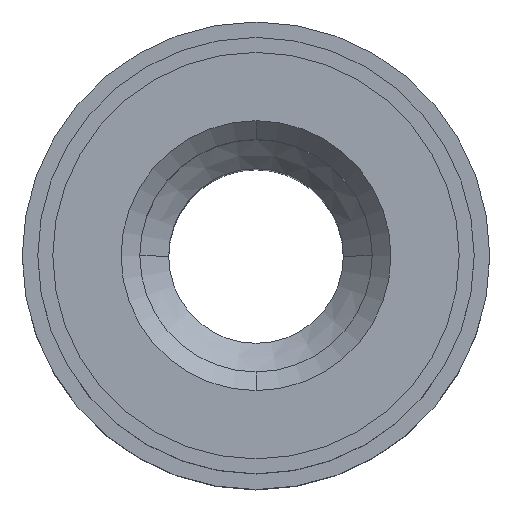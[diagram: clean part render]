
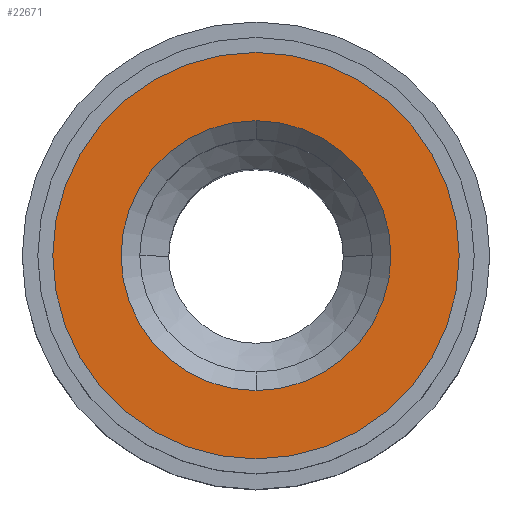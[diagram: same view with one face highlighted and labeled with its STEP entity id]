
A CAD part, top view. The second image highlights one B-rep face of the part: STEP entity #22671.
In plain terms, the highlighted face is planar.
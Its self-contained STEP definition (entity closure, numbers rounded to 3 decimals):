
#6769=CARTESIAN_POINT('',(0.,-17.5,0.));
#6770=DIRECTION('',(0.,1.,0.));
#6771=DIRECTION('',(0.,0.,-1.));
#6772=AXIS2_PLACEMENT_3D('',#6769,#6770,#6771);
#6774=CARTESIAN_POINT('',(0.,-17.5,0.));
#6775=DIRECTION('',(0.,1.,0.));
#6776=DIRECTION('',(0.,0.,1.));
#6777=AXIS2_PLACEMENT_3D('',#6774,#6775,#6776);
#6779=CARTESIAN_POINT('',(0.,-17.5,0.));
#6780=DIRECTION('',(0.,1.,0.));
#6781=DIRECTION('',(-1.,0.,0.));
#6782=AXIS2_PLACEMENT_3D('',#6779,#6780,#6781);
#6784=CARTESIAN_POINT('',(0.,-17.5,0.));
#6785=DIRECTION('',(0.,1.,0.));
#6786=DIRECTION('',(1.,0.,0.));
#6787=AXIS2_PLACEMENT_3D('',#6784,#6785,#6786);
#17392=CARTESIAN_POINT('',(0.,-17.5,-10.82));
#17393=CARTESIAN_POINT('',(0.,-17.5,10.82));
#17394=VERTEX_POINT('',#17392);
#17395=VERTEX_POINT('',#17393);
#17412=CARTESIAN_POINT('',(-16.3,-17.5,0.));
#17413=CARTESIAN_POINT('',(16.3,-17.5,0.));
#17414=VERTEX_POINT('',#17412);
#17415=VERTEX_POINT('',#17413);
#22655=CARTESIAN_POINT('',(0.,-17.5,0.));
#22656=DIRECTION('',(0.,1.,0.));
#22657=DIRECTION('',(1.,0.,0.));
#22658=AXIS2_PLACEMENT_3D('',#22655,#22656,#22657);
#22659=PLANE('',#22658);
#22661=ORIENTED_EDGE('',*,*,#22660,.T.);
#22662=ORIENTED_EDGE('',*,*,#22645,.T.);
#22663=EDGE_LOOP('',(#22661,#22662));
#22664=FACE_OUTER_BOUND('',#22663,.F.);
#22666=ORIENTED_EDGE('',*,*,#22665,.F.);
#22668=ORIENTED_EDGE('',*,*,#22667,.F.);
#22669=EDGE_LOOP('',(#22666,#22668));
#22670=FACE_BOUND('',#22669,.F.);
#22671=ADVANCED_FACE('',(#22664,#22670),#22659,.F.);
#6773=CIRCLE('',#6772,10.82);
#6778=CIRCLE('',#6777,10.82);
#6783=CIRCLE('',#6782,16.3);
#6788=CIRCLE('',#6787,16.3);
#22645=EDGE_CURVE('',#17415,#17414,#6788,.T.);
#22660=EDGE_CURVE('',#17414,#17415,#6783,.T.);
#22665=EDGE_CURVE('',#17394,#17395,#6773,.T.);
#22667=EDGE_CURVE('',#17395,#17394,#6778,.T.);
